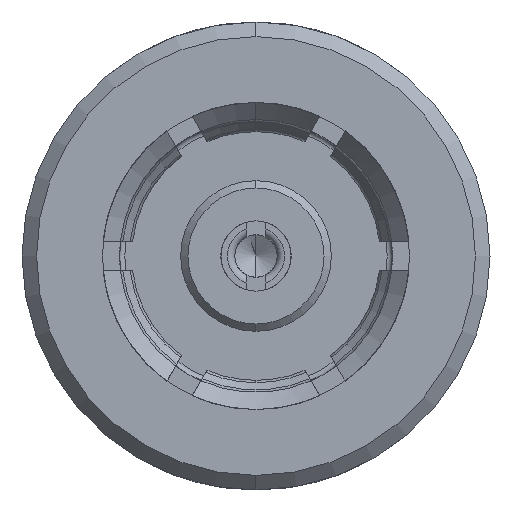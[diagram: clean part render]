
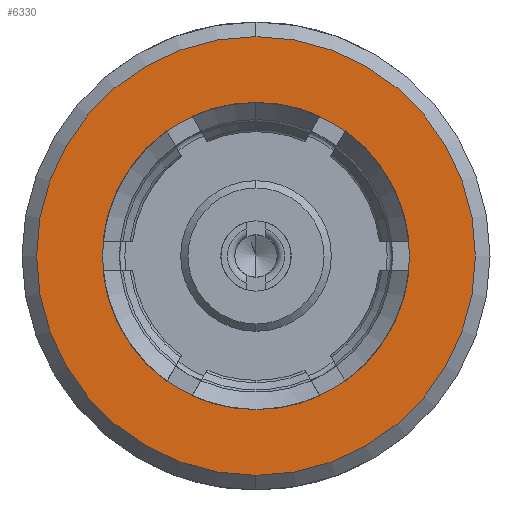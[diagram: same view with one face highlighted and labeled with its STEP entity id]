
A CAD part, left-side view. The second image highlights one B-rep face of the part: STEP entity #6330.
In plain terms, the highlighted planar face has unit normal (-1, 0, 0).
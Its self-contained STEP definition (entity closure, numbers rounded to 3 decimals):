
#314 = ORIENTED_EDGE ( 'NONE', *, *, #3673, .F. ) ;
#883 = CIRCLE ( 'NONE', #4992, 2.1 ) ;
#896 = CARTESIAN_POINT ( 'NONE',  ( -2.2, 0., 0. ) ) ;
#1231 = CIRCLE ( 'NONE', #2596, 2.1 ) ;
#1385 = CARTESIAN_POINT ( 'NONE',  ( -2.2, 0., 3. ) ) ;
#1620 = DIRECTION ( 'NONE',  ( 0., 0., -1. ) ) ;
#2374 = DIRECTION ( 'NONE',  ( -1., 0., 0. ) ) ;
#2465 = CIRCLE ( 'NONE', #8339, 3. ) ;
#2480 = FACE_BOUND ( 'NONE', #7133, .T. ) ;
#2596 = AXIS2_PLACEMENT_3D ( 'NONE', #7861, #3739, #8559 ) ;
#3052 = EDGE_LOOP ( 'NONE', ( #8690, #7044 ) ) ;
#3480 = VERTEX_POINT ( 'NONE', #8325 ) ;
#3673 = EDGE_CURVE ( 'NONE', #4797, #6941, #1231, .T. ) ;
#3731 = PLANE ( 'NONE',  #4740 ) ;
#3739 = DIRECTION ( 'NONE',  ( -1., 0., 0. ) ) ;
#3760 = CARTESIAN_POINT ( 'NONE',  ( -2.2, 2.65, 0. ) ) ;
#3921 = DIRECTION ( 'NONE',  ( -1., 0., 0. ) ) ;
#4349 = FACE_OUTER_BOUND ( 'NONE', #3052, .T. ) ;
#4421 = ORIENTED_EDGE ( 'NONE', *, *, #8576, .F. ) ;
#4464 = DIRECTION ( 'NONE',  ( 0., 0., -1. ) ) ;
#4729 = AXIS2_PLACEMENT_3D ( 'NONE', #8039, #3921, #8730 ) ;
#4740 = AXIS2_PLACEMENT_3D ( 'NONE', #3760, #8572, #4464 ) ;
#4797 = VERTEX_POINT ( 'NONE', #8819 ) ;
#4824 = CIRCLE ( 'NONE', #4729, 3. ) ;
#4992 = AXIS2_PLACEMENT_3D ( 'NONE', #6532, #2374, #7222 ) ;
#5170 = EDGE_CURVE ( 'NONE', #5532, #3480, #4824, .T. ) ;
#5532 = VERTEX_POINT ( 'NONE', #1385 ) ;
#5779 = DIRECTION ( 'NONE',  ( -1., 0., 0. ) ) ;
#6330 = ADVANCED_FACE ( 'NONE', ( #4349, #2480 ), #3731, .F. ) ;
#6532 = CARTESIAN_POINT ( 'NONE',  ( -2.2, 0., 0. ) ) ;
#6941 = VERTEX_POINT ( 'NONE', #8001 ) ;
#7044 = ORIENTED_EDGE ( 'NONE', *, *, #5170, .T. ) ;
#7133 = EDGE_LOOP ( 'NONE', ( #314, #4421 ) ) ;
#7222 = DIRECTION ( 'NONE',  ( 0., 0., 1. ) ) ;
#7367 = EDGE_CURVE ( 'NONE', #3480, #5532, #2465, .T. ) ;
#7861 = CARTESIAN_POINT ( 'NONE',  ( -2.2, 0., 0. ) ) ;
#8001 = CARTESIAN_POINT ( 'NONE',  ( -2.2, 0., -2.1 ) ) ;
#8039 = CARTESIAN_POINT ( 'NONE',  ( -2.2, 0., 0. ) ) ;
#8325 = CARTESIAN_POINT ( 'NONE',  ( -2.2, 0., -3. ) ) ;
#8339 = AXIS2_PLACEMENT_3D ( 'NONE', #896, #5779, #1620 ) ;
#8559 = DIRECTION ( 'NONE',  ( 0., 0., 1. ) ) ;
#8572 = DIRECTION ( 'NONE',  ( 1., 0., 0. ) ) ;
#8576 = EDGE_CURVE ( 'NONE', #6941, #4797, #883, .T. ) ;
#8690 = ORIENTED_EDGE ( 'NONE', *, *, #7367, .T. ) ;
#8730 = DIRECTION ( 'NONE',  ( 0., 0., -1. ) ) ;
#8819 = CARTESIAN_POINT ( 'NONE',  ( -2.2, 0., 2.1 ) ) ;
